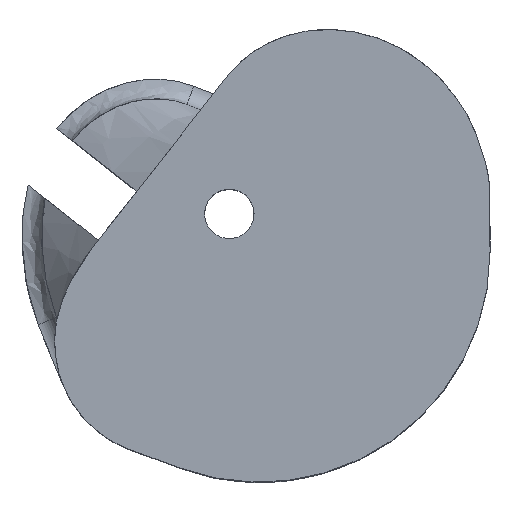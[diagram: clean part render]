
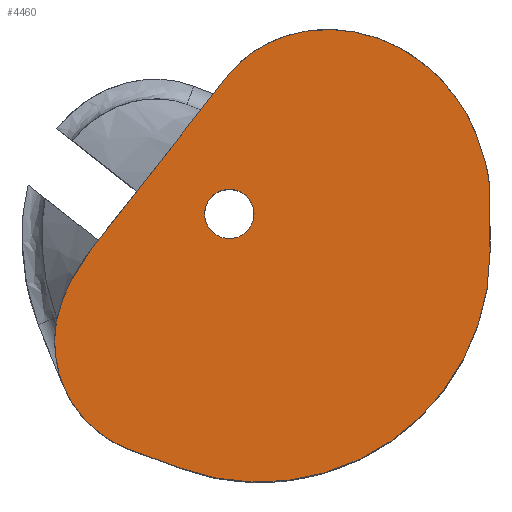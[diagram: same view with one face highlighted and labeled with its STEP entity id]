
A CAD part, top view. The second image highlights one B-rep face of the part: STEP entity #4460.
In plain terms, the highlighted planar face has unit normal (0, 0, 1).
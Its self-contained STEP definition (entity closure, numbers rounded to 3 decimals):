
#19 = ORIENTED_EDGE ( 'NONE', *, *, #4253, .T. ) ;
#93 = CARTESIAN_POINT ( 'NONE',  ( -4.036, -20.394, 4.762 ) ) ;
#132 = CARTESIAN_POINT ( 'NONE',  ( -11.52, -3.392, 4.763 ) ) ;
#284 = CARTESIAN_POINT ( 'NONE',  ( 0., 0., 4.762 ) ) ;
#291 = CARTESIAN_POINT ( 'NONE',  ( -1.984, 0., 4.762 ) ) ;
#308 = CARTESIAN_POINT ( 'NONE',  ( -0.265, 10.931, 4.762 ) ) ;
#402 = CARTESIAN_POINT ( 'NONE',  ( 8.592, 14.872, 4.762 ) ) ;
#443 = ORIENTED_EDGE ( 'NONE', *, *, #3833, .T. ) ;
#464 = EDGE_CURVE ( 'NONE', #4629, #750, #3721, .T. ) ;
#489 = LINE ( 'NONE', #4859, #2835 ) ;
#560 = DIRECTION ( 'NONE',  ( 0., 1., 0. ) ) ;
#595 = EDGE_LOOP ( 'NONE', ( #443, #5515, #19, #1151, #1365, #3380 ) ) ;
#689 = FACE_OUTER_BOUND ( 'NONE', #595, .T. ) ;
#705 = CARTESIAN_POINT ( 'NONE',  ( 1.984, 0., 4.762 ) ) ;
#710 = CARTESIAN_POINT ( 'NONE',  ( -9.396, -18.34, 4.762 ) ) ;
#722 = ORIENTED_EDGE ( 'NONE', *, *, #4285, .F. ) ;
#750 = VERTEX_POINT ( 'NONE', #4017 ) ;
#756 = CARTESIAN_POINT ( 'NONE',  ( 18.063, 9.636, 4.762 ) ) ;
#814 = DIRECTION ( 'NONE',  ( 0., 0., 1. ) ) ;
#887 = CIRCLE ( 'NONE', #4124, 1.984 ) ;
#950 = ORIENTED_EDGE ( 'NONE', *, *, #5230, .F. ) ;
#1074 = CARTESIAN_POINT ( 'NONE',  ( 2.42, -3.04, 4.762 ) ) ;
#1151 = ORIENTED_EDGE ( 'NONE', *, *, #5195, .T. ) ;
#1252 = CARTESIAN_POINT ( 'NONE',  ( 12.82, 13.827, 4.762 ) ) ;
#1273 = DIRECTION ( 'NONE',  ( 0., 0., 1. ) ) ;
#1314 = VERTEX_POINT ( 'NONE', #4155 ) ;
#1365 = ORIENTED_EDGE ( 'NONE', *, *, #3968, .T. ) ;
#1482 = CARTESIAN_POINT ( 'NONE',  ( -14.103, -11.135, 4.762 ) ) ;
#1548 = EDGE_LOOP ( 'NONE', ( #950, #722 ) ) ;
#1620 = CARTESIAN_POINT ( 'NONE',  ( -8.075, -18.89, 4.762 ) ) ;
#1701 = CARTESIAN_POINT ( 'NONE',  ( 16.562, 11.324, 4.762 ) ) ;
#1813 = CARTESIAN_POINT ( 'NONE',  ( 0., 0., 4.762 ) ) ;
#1912 = CARTESIAN_POINT ( 'NONE',  ( -12.271, -4.525, 4.762 ) ) ;
#2095 = CIRCLE ( 'NONE', #2203, 18.516 ) ;
#2203 = AXIS2_PLACEMENT_3D ( 'NONE', #2205, #1273, #4790 ) ;
#2205 = CARTESIAN_POINT ( 'NONE',  ( 2.42, -3.04, 4.762 ) ) ;
#2282 = VECTOR ( 'NONE', #4140, 1000. ) ;
#2387 = PLANE ( 'NONE',  #5484 ) ;
#2458 = CARTESIAN_POINT ( 'NONE',  ( -8.364, -18.783, 4.762 ) ) ;
#2466 = EDGE_CURVE ( 'NONE', #1314, #3812, #4943, .T. ) ;
#2504 = CARTESIAN_POINT ( 'NONE',  ( 10.745, 14.527, 4.762 ) ) ;
#2515 = CARTESIAN_POINT ( 'NONE',  ( -12.466, -15.601, 4.762 ) ) ;
#2530 = CARTESIAN_POINT ( 'NONE',  ( 14.72, 12.784, 4.762 ) ) ;
#2546 = CARTESIAN_POINT ( 'NONE',  ( -4.036, -20.394, 4.762 ) ) ;
#2557 = CARTESIAN_POINT ( 'NONE',  ( 20.937, 3.007, 4.762 ) ) ;
#2586 = DIRECTION ( 'NONE',  ( 1., 0., 0. ) ) ;
#2698 = DIRECTION ( 'NONE',  ( 0., 0., 1. ) ) ;
#2717 = VERTEX_POINT ( 'NONE', #291 ) ;
#2724 = DIRECTION ( 'NONE',  ( -0.619, -0.786, 0. ) ) ;
#2756 = VERTEX_POINT ( 'NONE', #705 ) ;
#2835 = VECTOR ( 'NONE', #2724, 1000. ) ;
#2865 = FACE_BOUND ( 'NONE', #1548, .T. ) ;
#2953 = CARTESIAN_POINT ( 'NONE',  ( 2.551, 13.473, 4.762 ) ) ;
#3030 = VECTOR ( 'NONE', #560, 1000. ) ;
#3200 = CARTESIAN_POINT ( 'NONE',  ( -11.115, -2.846, 4.762 ) ) ;
#3230 = CARTESIAN_POINT ( 'NONE',  ( -13.564, -13.54, 4.762 ) ) ;
#3261 = CARTESIAN_POINT ( 'NONE',  ( 20.937, 1.727, 4.762 ) ) ;
#3380 = ORIENTED_EDGE ( 'NONE', *, *, #2466, .T. ) ;
#3415 = CARTESIAN_POINT ( 'NONE',  ( 0.982, 12.373, 4.762 ) ) ;
#3432 = DIRECTION ( 'NONE',  ( 1., 0., 0. ) ) ;
#3467 = CIRCLE ( 'NONE', #5212, 1.984 ) ;
#3606 = VERTEX_POINT ( 'NONE', #5140 ) ;
#3665 = CARTESIAN_POINT ( 'NONE',  ( -13.293, -6.451, 4.762 ) ) ;
#3721 = LINE ( 'NONE', #3261, #3030 ) ;
#3812 = VERTEX_POINT ( 'NONE', #2546 ) ;
#3833 = EDGE_CURVE ( 'NONE', #3812, #4629, #2095, .T. ) ;
#3849 = CARTESIAN_POINT ( 'NONE',  ( 20.937, 1.727, 4.762 ) ) ;
#3872 = CARTESIAN_POINT ( 'NONE',  ( 20.937, -3.04, 4.762 ) ) ;
#3968 = EDGE_CURVE ( 'NONE', #3606, #1314, #5640, .T. ) ;
#4017 = CARTESIAN_POINT ( 'NONE',  ( 20.937, 1.727, 4.762 ) ) ;
#4124 = AXIS2_PLACEMENT_3D ( 'NONE', #284, #814, #2586 ) ;
#4140 = DIRECTION ( 'NONE',  ( 0.937, -0.349, 0. ) ) ;
#4155 = CARTESIAN_POINT ( 'NONE',  ( -8.075, -18.89, 4.762 ) ) ;
#4253 = EDGE_CURVE ( 'NONE', #750, #5394, #5177, .T. ) ;
#4261 = CARTESIAN_POINT ( 'NONE',  ( -10.909, -17.324, 4.762 ) ) ;
#4277 = CARTESIAN_POINT ( 'NONE',  ( 4.28, 14.283, 4.762 ) ) ;
#4285 = EDGE_CURVE ( 'NONE', #2717, #2756, #887, .T. ) ;
#4312 = CARTESIAN_POINT ( 'NONE',  ( 0.164, 11.458, 4.762 ) ) ;
#4460 = ADVANCED_FACE ( 'NONE', ( #2865, #689 ), #2387, .T. ) ;
#4602 = DIRECTION ( 'NONE',  ( 0., 0., 1. ) ) ;
#4629 = VERTEX_POINT ( 'NONE', #3872 ) ;
#4689 = CARTESIAN_POINT ( 'NONE',  ( 6.406, 14.796, 4.762 ) ) ;
#4790 = DIRECTION ( 'NONE',  ( 1., 0., 0. ) ) ;
#4800 = CARTESIAN_POINT ( 'NONE',  ( 19.389, 7.606, 4.762 ) ) ;
#4859 = CARTESIAN_POINT ( 'NONE',  ( -0.265, 10.931, 4.762 ) ) ;
#4943 = LINE ( 'NONE', #93, #2282 ) ;
#5140 = CARTESIAN_POINT ( 'NONE',  ( -11.115, -2.846, 4.762 ) ) ;
#5177 = B_SPLINE_CURVE_WITH_KNOTS ( 'NONE', 3,
 ( #3849, #2557, #5626, #4800, #756, #1701, #2530, #1252, #2504, #402, #4689, #4277, #2953, #3415, #4312, #308 ),
 .UNSPECIFIED., .F., .F.,
 ( 4, 1, 1, 1, 1, 1, 1, 1, 1, 1, 1, 1, 1, 4 ),
 ( 0.017, 0.055, 0.074, 0.098, 0.121, 0.141, 0.164, 0.184, 0.203, 0.227, 0.246, 0.266, 0.281, 0.301 ),
 .UNSPECIFIED. ) ;
#5195 = EDGE_CURVE ( 'NONE', #5394, #3606, #489, .T. ) ;
#5212 = AXIS2_PLACEMENT_3D ( 'NONE', #1813, #2698, #3432 ) ;
#5230 = EDGE_CURVE ( 'NONE', #2756, #2717, #3467, .T. ) ;
#5394 = VERTEX_POINT ( 'NONE', #5460 ) ;
#5410 = CARTESIAN_POINT ( 'NONE',  ( -14.011, -8.663, 4.762 ) ) ;
#5460 = CARTESIAN_POINT ( 'NONE',  ( -0.265, 10.931, 4.762 ) ) ;
#5484 = AXIS2_PLACEMENT_3D ( 'NONE', #1074, #4602, #5511 ) ;
#5511 = DIRECTION ( 'NONE',  ( 1., 0., 0. ) ) ;
#5515 = ORIENTED_EDGE ( 'NONE', *, *, #464, .T. ) ;
#5626 = CARTESIAN_POINT ( 'NONE',  ( 20.304, 5.128, 4.762 ) ) ;
#5640 = B_SPLINE_CURVE_WITH_KNOTS ( 'NONE', 3,
 ( #3200, #132, #1912, #3665, #5410, #1482, #3230, #2515, #4261, #710, #2458, #1620 ),
 .UNSPECIFIED., .F., .F.,
 ( 4, 1, 1, 1, 1, 1, 1, 1, 1, 4 ),
 ( 0.469, 0.488, 0.508, 0.531, 0.555, 0.578, 0.602, 0.621, 0.645, 0.653 ),
 .UNSPECIFIED. ) ;
